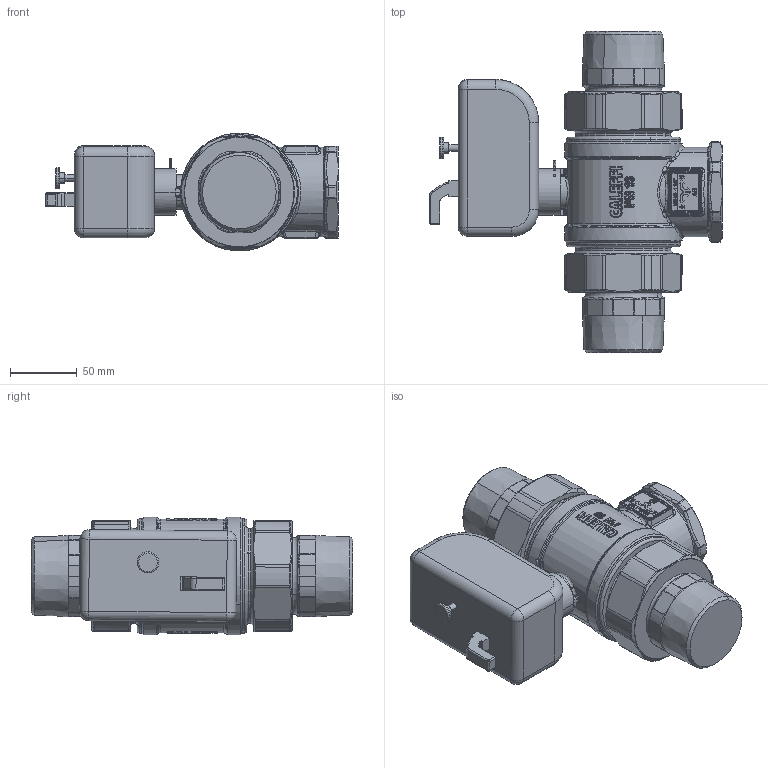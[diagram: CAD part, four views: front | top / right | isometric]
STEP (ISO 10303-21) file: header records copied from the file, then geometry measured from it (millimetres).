
FILE_DESCRIPTION(('CATIA V5 STEP Exchange','CAx-IF Rec.Pracs.--- Model Styling and Organization---1.5--- 2016-08-15','CAx-IF Rec.Pracs.---Supplemental Geometry---1.0---2011-11-01','CAx-IF Rec.Pracs.--- Composite Materials ---3.4---2017-06-13','CAx-IF Rec.Pracs.---Tessellated 3D Geometry---1.0---2015-12-17'),'2;1');
FILE_NAME('STEP_638093_-_TST.stp','2024-11-12T09:02:49+00:00',('none'),('none'),'CATIA Version 5-6 Release 2020 SP5','CATIA V5 STEP AP242 v2','none');
FILE_SCHEMA(('AP242_MANAGED_MODEL_BASED_3D_ENGINEERING_MIM_LF {1 0 10303 442 1 1 4}'));
Products named in the file (1): 638093 - TST
Bounding box: 218.84 x 239.93 x 87.91 mm (x, y, z)
Volume: 1707492.3 mm3; surface area: 121910 mm2
Topology: 1 solids, 2 shells, 2529 faces, 6122 edges, 3460 vertices
Faces by surface type: bspline 1100, plane 526, cylinder 404, sphere 148, extrusion 139, torus 110, cone 102
Entity records: 124018 total; most frequent: CARTESIAN_POINT 78151, ORIENTED_EDGE 11780, EDGE_CURVE 5890, DIRECTION 4592, B_SPLINE_CURVE_WITH_KNOTS 3600, VERTEX_POINT 3460, EDGE_LOOP 2626, ADVANCED_FACE 2529
